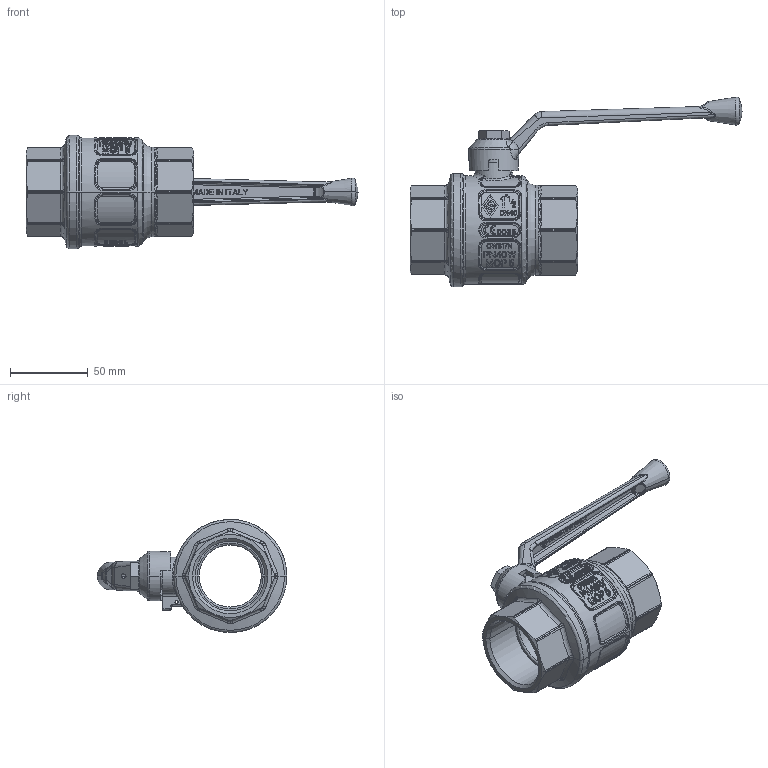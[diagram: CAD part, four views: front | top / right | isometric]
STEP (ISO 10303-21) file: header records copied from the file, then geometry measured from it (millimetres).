
FILE_DESCRIPTION(('Creo Elements/Direct Modeling STEP Export'),'2;1');
FILE_NAME('9010080000.stp','2021-05-26T10:20:49',(''),(''),'Creo Elements/Direct Modeling STEP processor for AP214 (Solid Model)','Creo Elements/Direct Modeling 20.1D 10-Oct-2020 (C) Parametric Technology GmbH','');
FILE_SCHEMA(('AUTOMOTIVE_DESIGN { 1 0 10303 214 1 1 1 1 }'));
Length unit declared in the file: millimetre
Products named in the file (2): 9010080000
Assembly tree (1 placements, depth 2):
  9010080000
    9010080000
Bounding box: 214 x 122.25 x 73 mm (x, y, z)
Volume: 211565.9 mm3; surface area: 54267.7 mm2
Topology: 1 solids, 1 shells, 2556 faces, 6947 edges, 4502 vertices
Faces by surface type: plane 1782, bspline 327, cylinder 308, cone 84, torus 53, extrusion 2
Entity records: 162711 total; most frequent: CARTESIAN_POINT 96900, ORIENTED_EDGE 13878, DIRECTION 12621, EDGE_CURVE 6939, AXIS2_PLACEMENT_3D 4894, VERTEX_POINT 4502, VECTOR 2833, LINE 2831
